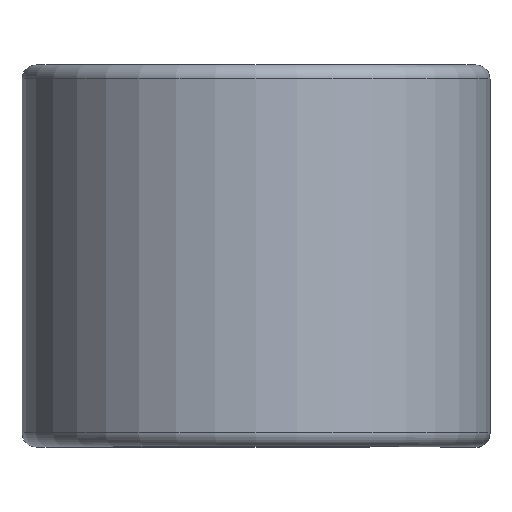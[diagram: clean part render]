
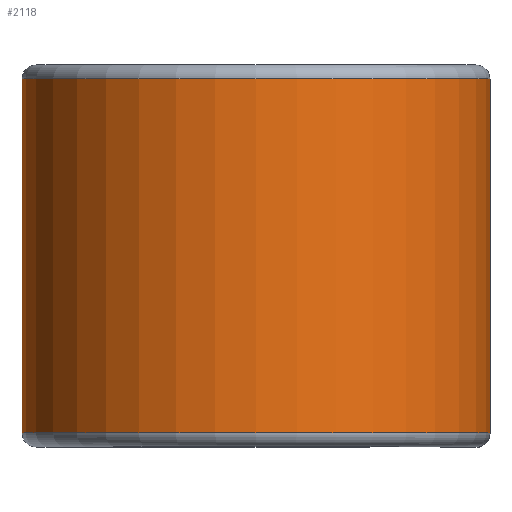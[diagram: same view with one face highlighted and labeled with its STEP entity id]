
A CAD part, top view. The second image highlights one B-rep face of the part: STEP entity #2118.
In plain terms, the highlighted cylindrical face has radius 12.636 mm (diameter 25.273 mm), a partial arc.
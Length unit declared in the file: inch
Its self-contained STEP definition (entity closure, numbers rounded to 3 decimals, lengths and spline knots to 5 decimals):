
#39 = CARTESIAN_POINT ( 'NONE',  ( 0., 0.37625, -0.4975 ) ) ;
#43 = VECTOR ( 'NONE', #1601, 39.37008 ) ;
#65 = EDGE_CURVE ( 'NONE', #1956, #910, #1600, .T. ) ;
#246 = DIRECTION ( 'NONE',  ( 0., 1., 0. ) ) ;
#583 = EDGE_CURVE ( 'NONE', #1956, #1907, #1237, .T. ) ;
#641 = CARTESIAN_POINT ( 'NONE',  ( 0., -0.37625, -0.4975 ) ) ;
#669 = FACE_OUTER_BOUND ( 'NONE', #1132, .T. ) ;
#715 = ORIENTED_EDGE ( 'NONE', *, *, #583, .F. ) ;
#810 = AXIS2_PLACEMENT_3D ( 'NONE', #1043, #1048, #890 ) ;
#825 = DIRECTION ( 'NONE',  ( 0., -1., 0. ) ) ;
#832 = DIRECTION ( 'NONE',  ( 0., 0., -1. ) ) ;
#849 = CARTESIAN_POINT ( 'NONE',  ( 0., 0.37625, 0. ) ) ;
#890 = DIRECTION ( 'NONE',  ( 0., 0., -1. ) ) ;
#910 = VERTEX_POINT ( 'NONE', #2042 ) ;
#1022 = DIRECTION ( 'NONE',  ( 0., 0., -1. ) ) ;
#1038 = CARTESIAN_POINT ( 'NONE',  ( 0.4975, -0.37625, 0. ) ) ;
#1043 = CARTESIAN_POINT ( 'NONE',  ( 0., -0.37625, 0. ) ) ;
#1048 = DIRECTION ( 'NONE',  ( 0., -1., 0. ) ) ;
#1132 = EDGE_LOOP ( 'NONE', ( #1254, #1958, #1141, #715 ) ) ;
#1141 = ORIENTED_EDGE ( 'NONE', *, *, #2335, .F. ) ;
#1228 = VECTOR ( 'NONE', #246, 39.37008 ) ;
#1237 = CIRCLE ( 'NONE', #810, 0.4975 ) ;
#1254 = ORIENTED_EDGE ( 'NONE', *, *, #65, .T. ) ;
#1361 = CIRCLE ( 'NONE', #1587, 0.4975 ) ;
#1453 = AXIS2_PLACEMENT_3D ( 'NONE', #2056, #825, #832 ) ;
#1587 = AXIS2_PLACEMENT_3D ( 'NONE', #849, #2082, #1022 ) ;
#1600 = LINE ( 'NONE', #1698, #43 ) ;
#1601 = DIRECTION ( 'NONE',  ( 0., 1., 0. ) ) ;
#1606 = VERTEX_POINT ( 'NONE', #2355 ) ;
#1698 = CARTESIAN_POINT ( 'NONE',  ( 0.4975, 0.37625, 0. ) ) ;
#1834 = LINE ( 'NONE', #39, #1228 ) ;
#1907 = VERTEX_POINT ( 'NONE', #641 ) ;
#1956 = VERTEX_POINT ( 'NONE', #1038 ) ;
#1958 = ORIENTED_EDGE ( 'NONE', *, *, #2180, .T. ) ;
#2042 = CARTESIAN_POINT ( 'NONE',  ( 0.4975, 0.37625, 0. ) ) ;
#2056 = CARTESIAN_POINT ( 'NONE',  ( 0., 0.375, 0. ) ) ;
#2060 = CYLINDRICAL_SURFACE ( 'NONE', #1453, 0.4975 ) ;
#2082 = DIRECTION ( 'NONE',  ( 0., -1., 0. ) ) ;
#2118 = ADVANCED_FACE ( 'NONE', ( #669 ), #2060, .T. ) ;
#2180 = EDGE_CURVE ( 'NONE', #910, #1606, #1361, .T. ) ;
#2335 = EDGE_CURVE ( 'NONE', #1907, #1606, #1834, .T. ) ;
#2355 = CARTESIAN_POINT ( 'NONE',  ( 0., 0.37625, -0.4975 ) ) ;
